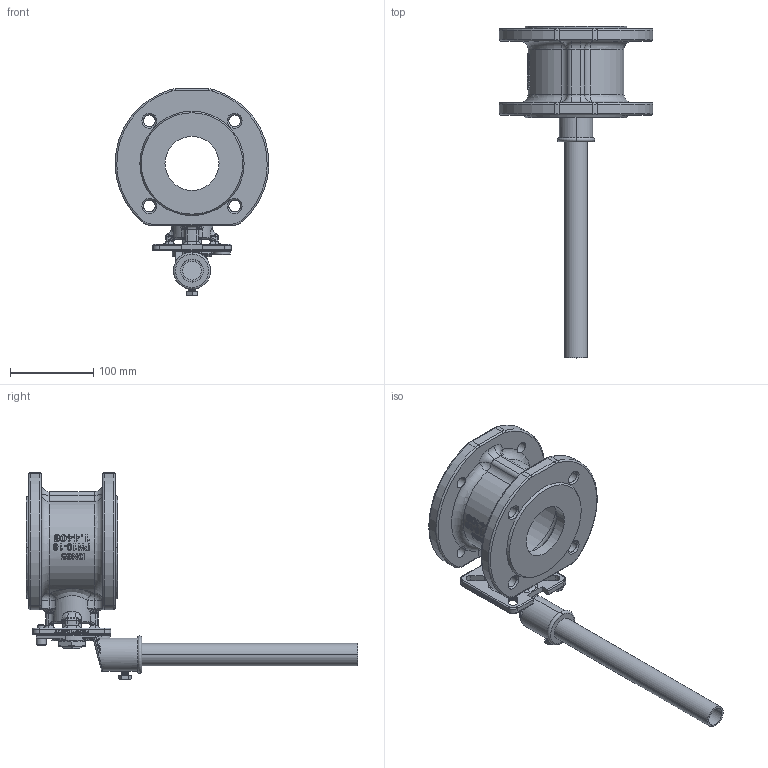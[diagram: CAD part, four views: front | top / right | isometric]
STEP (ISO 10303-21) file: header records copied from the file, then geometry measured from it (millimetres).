
FILE_DESCRIPTION((''),'2;1');
FILE_NAME('2052AD-065-ASS_ASM','2015-08-14T',('Administrator'),(''),'PRO/ENGINEER BY PARAMETRIC TECHNOLOGY CORPORATION, 2011080','PRO/ENGINEER BY PARAMETRIC TECHNOLOGY CORPORATION, 2011080','');
FILE_SCHEMA(('CONFIG_CONTROL_DESIGN'));
Length unit declared in the file: millimetre
Products named in the file (9): 2052AD065-M01-01; 2052AD065-M02-01; 2019SD-STOPPIN-065; 2052AD-STEM-065; 2019SD-065-HANDLE-HEAD; 026-G015; 2019SD-065-HANDLE-TUBE; 027-G020; 2052AD-065-ASS_ASM
Assembly tree (8 placements, depth 2):
  2052AD-065-ASS_ASM
    2052AD065-M01-01
    2052AD065-M02-01
    2019SD-STOPPIN-065
    2052AD-STEM-065
    2019SD-065-HANDLE-HEAD
    026-G015
    2019SD-065-HANDLE-TUBE
    027-G020
Bounding box: 184.9 x 399 x 248.22 mm (x, y, z)
Volume: 1127877.1 mm3; surface area: 273955.9 mm2
Topology: 8 solids, 8 shells, 1078 faces, 2729 edges, 1701 vertices
Faces by surface type: plane 293, cylinder 252, extrusion 217, torus 118, bspline 110, cone 69, sphere 19
Entity records: 43308 total; most frequent: CARTESIAN_POINT 18610, ORIENTED_EDGE 5458, DIRECTION 4432, EDGE_CURVE 2729, VERTEX_POINT 1701, AXIS2_PLACEMENT_3D 1566, VECTOR 1300, EDGE_LOOP 1162
